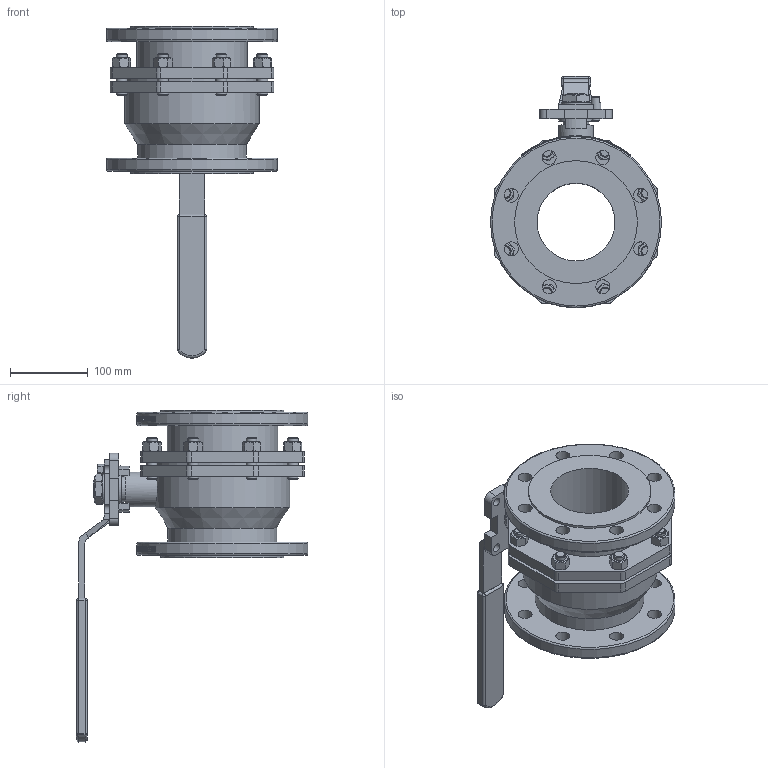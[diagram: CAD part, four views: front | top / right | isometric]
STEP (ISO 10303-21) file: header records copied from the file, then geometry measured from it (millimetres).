
FILE_DESCRIPTION(/* description */ ('765100'),/* implementation_level */ '2;1');
FILE_NAME(/* name */ '765100.stp',/* time_stamp */ '2017-06-22T15:14:28+02:00',/* author */ ('jmorand'),/* organization */ ('Sferaco'),/* preprocessor_version */ 'ST-DEVELOPER v16.5',/* originating_system */ 'Autodesk Inventor 2017',/* authorisation */ '');
FILE_SCHEMA (('CONFIG_CONTROL_DESIGN'));
Products named in the file (1): 765100_bd
Bounding box: 220 x 298.15 x 426.92 mm (x, y, z)
Volume: 3596720.8 mm3; surface area: 412846.2 mm2
Topology: 1 solids, 13 shells, 1948 faces, 5251 edges, 3465 vertices
Faces by surface type: plane 872, bspline 770, cylinder 243, cone 48, sphere 8, torus 7
Full cylindrical faces by diameter (mm): 10 x1, 11 x4, 13 x1, 13.5 x1, 14 x32, 18 x16, 23 x1, 24 x1, 25 x1, 33 x1, 38 x1, 44 x1, 45 x1, 55 x1, 100 x1, 140 x1, 142 x1, 158 x2, 173 x1, 180 x1, 220 x2
Entity records: 77131 total; most frequent: CARTESIAN_POINT 31614, ORIENTED_EDGE 10196, DIRECTION 6623, EDGE_CURVE 5098, VERTEX_POINT 3435, LINE 2637, VECTOR 2637, EDGE_LOOP 2317
